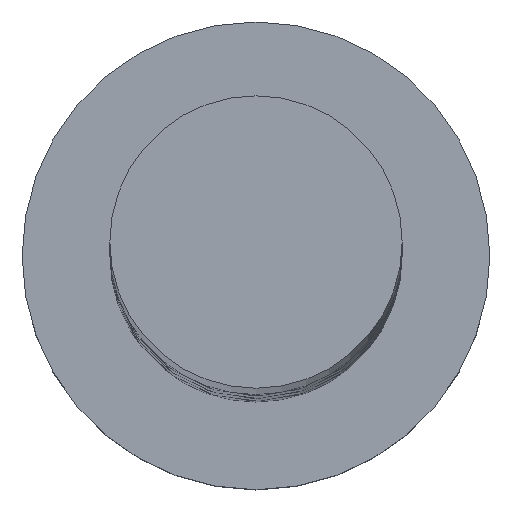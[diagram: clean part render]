
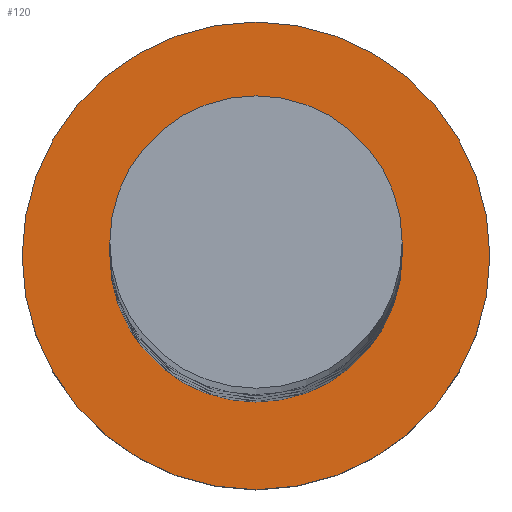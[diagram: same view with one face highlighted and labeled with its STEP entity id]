
A CAD part, top view. The second image highlights one B-rep face of the part: STEP entity #120.
In plain terms, the highlighted planar face has unit normal (0, 0, 1).
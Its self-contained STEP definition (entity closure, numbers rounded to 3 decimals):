
#31 = DIRECTION ( 'NONE',  ( 1., 0., 0. ) ) ;
#95 = AXIS2_PLACEMENT_3D ( 'NONE', #523, #2007, #1453 ) ;
#114 = CARTESIAN_POINT ( 'NONE',  ( 8., 0., 5. ) ) ;
#120 = ADVANCED_FACE ( 'NONE', ( #756, #2067 ), #172, .T. ) ;
#172 = PLANE ( 'NONE',  #281 ) ;
#240 = AXIS2_PLACEMENT_3D ( 'NONE', #398, #2266, #2280 ) ;
#281 = AXIS2_PLACEMENT_3D ( 'NONE', #1856, #1332, #1707 ) ;
#315 = ORIENTED_EDGE ( 'NONE', *, *, #761, .T. ) ;
#323 = CARTESIAN_POINT ( 'NONE',  ( -4.24, 2.649, 5. ) ) ;
#351 = CIRCLE ( 'NONE', #240, 5. ) ;
#388 = ORIENTED_EDGE ( 'NONE', *, *, #2303, .F. ) ;
#398 = CARTESIAN_POINT ( 'NONE',  ( 0., 0., 5. ) ) ;
#416 = VERTEX_POINT ( 'NONE', #788 ) ;
#482 = VERTEX_POINT ( 'NONE', #1158 ) ;
#492 = CARTESIAN_POINT ( 'NONE',  ( -4.316, 2.714, 5. ) ) ;
#523 = CARTESIAN_POINT ( 'NONE',  ( 0., 0., 5. ) ) ;
#550 = EDGE_CURVE ( 'NONE', #1095, #1305, #2062, .T. ) ;
#565 = CIRCLE ( 'NONE', #95, 8. ) ;
#609 = CARTESIAN_POINT ( 'NONE',  ( -2.917, 4.143, 5. ) ) ;
#659 = CARTESIAN_POINT ( 'NONE',  ( 0., 0., 5. ) ) ;
#679 = EDGE_LOOP ( 'NONE', ( #727, #315 ) ) ;
#687 = ORIENTED_EDGE ( 'NONE', *, *, #1474, .T. ) ;
#699 = VERTEX_POINT ( 'NONE', #1632 ) ;
#727 = ORIENTED_EDGE ( 'NONE', *, *, #1276, .T. ) ;
#741 = ORIENTED_EDGE ( 'NONE', *, *, #550, .T. ) ;
#756 = FACE_OUTER_BOUND ( 'NONE', #679, .T. ) ;
#760 = CIRCLE ( 'NONE', #1082, 8. ) ;
#761 = EDGE_CURVE ( 'NONE', #1483, #1731, #565, .T. ) ;
#788 = CARTESIAN_POINT ( 'NONE',  ( -4.316, 2.714, 5. ) ) ;
#828 = CARTESIAN_POINT ( 'NONE',  ( 0., 0., 5. ) ) ;
#880 = CARTESIAN_POINT ( 'NONE',  ( 0., 0., 5. ) ) ;
#969 = CARTESIAN_POINT ( 'NONE',  ( -2.871, 4.093, 5. ) ) ;
#970 = CARTESIAN_POINT ( 'NONE',  ( -8., 0., 5. ) ) ;
#997 =( BOUNDED_CURVE ( )  B_SPLINE_CURVE ( 1, ( #492, #2343 ),
 .UNSPECIFIED., .F., .T. ) 
 B_SPLINE_CURVE_WITH_KNOTS ( ( 2, 2 ),
 ( 0., 0.002 ),
 .UNSPECIFIED. ) 
 CURVE ( )  GEOMETRIC_REPRESENTATION_ITEM ( )  RATIONAL_B_SPLINE_CURVE ( ( 0.997, 0.997 ) ) 
 REPRESENTATION_ITEM ( '' )  );
#1082 = AXIS2_PLACEMENT_3D ( 'NONE', #659, #2327, #1417 ) ;
#1095 = VERTEX_POINT ( 'NONE', #1397 ) ;
#1158 = CARTESIAN_POINT ( 'NONE',  ( 5., 0., 5. ) ) ;
#1276 = EDGE_CURVE ( 'NONE', #1731, #1483, #760, .T. ) ;
#1300 = AXIS2_PLACEMENT_3D ( 'NONE', #828, #1756, #31 ) ;
#1305 = VERTEX_POINT ( 'NONE', #2120 ) ;
#1332 = DIRECTION ( 'NONE',  ( 0., 0., 1. ) ) ;
#1342 = CIRCLE ( 'NONE', #1300, 5. ) ;
#1360 = EDGE_CURVE ( 'NONE', #699, #482, #1969, .T. ) ;
#1372 = ORIENTED_EDGE ( 'NONE', *, *, #1746, .F. ) ;
#1397 = CARTESIAN_POINT ( 'NONE',  ( -2.94, 4.166, 5. ) ) ;
#1417 = DIRECTION ( 'NONE',  ( 1., 0., 0. ) ) ;
#1453 = DIRECTION ( 'NONE',  ( 1., 0., 0. ) ) ;
#1463 = VERTEX_POINT ( 'NONE', #2182 ) ;
#1474 = EDGE_CURVE ( 'NONE', #1463, #416, #1647, .T. ) ;
#1475 = ORIENTED_EDGE ( 'NONE', *, *, #1360, .F. ) ;
#1482 = CARTESIAN_POINT ( 'NONE',  ( -4.293, 2.692, 5. ) ) ;
#1483 = VERTEX_POINT ( 'NONE', #114 ) ;
#1523 = EDGE_LOOP ( 'NONE', ( #1654, #741, #388, #1475, #1372, #687 ) ) ;
#1533 = CARTESIAN_POINT ( 'NONE',  ( -2.893, 4.119, 5. ) ) ;
#1551 = CARTESIAN_POINT ( 'NONE',  ( -2.94, 4.166, 5. ) ) ;
#1612 = DIRECTION ( 'NONE',  ( 0., 0., 1. ) ) ;
#1632 = CARTESIAN_POINT ( 'NONE',  ( -5., 0., 5. ) ) ;
#1637 = CARTESIAN_POINT ( 'NONE',  ( -4.316, 2.714, 5. ) ) ;
#1647 =( BOUNDED_CURVE ( )  B_SPLINE_CURVE ( 3, ( #323, #1847, #1482, #1637 ),
 .UNSPECIFIED., .F., .T. ) 
 B_SPLINE_CURVE_WITH_KNOTS ( ( 4, 4 ),
 ( 0.003, 0.003 ),
 .UNSPECIFIED. ) 
 CURVE ( )  GEOMETRIC_REPRESENTATION_ITEM ( )  RATIONAL_B_SPLINE_CURVE ( ( 0.906, 0.935, 0.965, 0.997 ) ) 
 REPRESENTATION_ITEM ( '' )  );
#1654 = ORIENTED_EDGE ( 'NONE', *, *, #2148, .T. ) ;
#1707 = DIRECTION ( 'NONE',  ( 1., 0., 0. ) ) ;
#1731 = VERTEX_POINT ( 'NONE', #970 ) ;
#1746 = EDGE_CURVE ( 'NONE', #1463, #699, #1342, .T. ) ;
#1756 = DIRECTION ( 'NONE',  ( 0., 0., 1. ) ) ;
#1847 = CARTESIAN_POINT ( 'NONE',  ( -4.267, 2.67, 5. ) ) ;
#1856 = CARTESIAN_POINT ( 'NONE',  ( 0., 0., 5. ) ) ;
#1969 = CIRCLE ( 'NONE', #2003, 5. ) ;
#2003 = AXIS2_PLACEMENT_3D ( 'NONE', #880, #1612, #2199 ) ;
#2007 = DIRECTION ( 'NONE',  ( 0., 0., 1. ) ) ;
#2062 =( BOUNDED_CURVE ( )  B_SPLINE_CURVE ( 3, ( #1551, #609, #1533, #969 ),
 .UNSPECIFIED., .F., .T. ) 
 B_SPLINE_CURVE_WITH_KNOTS ( ( 4, 4 ),
 ( 0., 0. ),
 .UNSPECIFIED. ) 
 CURVE ( )  GEOMETRIC_REPRESENTATION_ITEM ( )  RATIONAL_B_SPLINE_CURVE ( ( 0.997, 0.965, 0.935, 0.906 ) ) 
 REPRESENTATION_ITEM ( '' )  );
#2067 = FACE_BOUND ( 'NONE', #1523, .T. ) ;
#2120 = CARTESIAN_POINT ( 'NONE',  ( -2.871, 4.093, 5. ) ) ;
#2148 = EDGE_CURVE ( 'NONE', #416, #1095, #997, .T. ) ;
#2182 = CARTESIAN_POINT ( 'NONE',  ( -4.24, 2.649, 5. ) ) ;
#2199 = DIRECTION ( 'NONE',  ( 1., 0., 0. ) ) ;
#2266 = DIRECTION ( 'NONE',  ( 0., 0., 1. ) ) ;
#2280 = DIRECTION ( 'NONE',  ( 1., 0., 0. ) ) ;
#2303 = EDGE_CURVE ( 'NONE', #482, #1305, #351, .T. ) ;
#2327 = DIRECTION ( 'NONE',  ( 0., 0., 1. ) ) ;
#2343 = CARTESIAN_POINT ( 'NONE',  ( -2.94, 4.166, 5. ) ) ;
